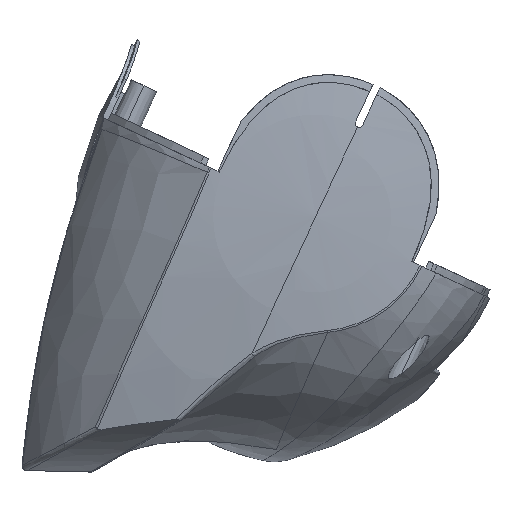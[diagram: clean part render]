
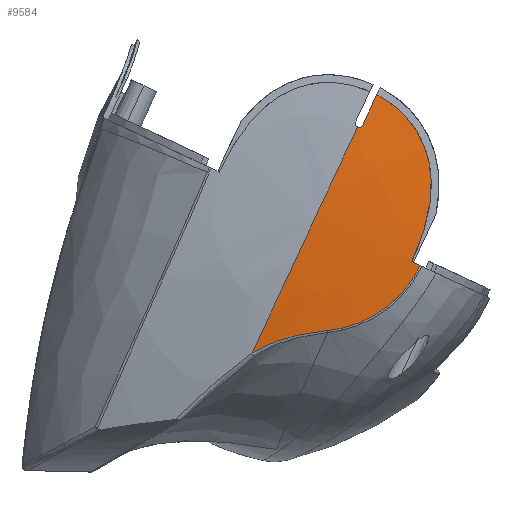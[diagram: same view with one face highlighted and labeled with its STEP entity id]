
A CAD part, left-side view. The second image highlights one B-rep face of the part: STEP entity #9584.
In plain terms, the highlighted spherical face has radius 235.698 mm.
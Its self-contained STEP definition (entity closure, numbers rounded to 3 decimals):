
#777=CARTESIAN_POINT('',(191.706,-0.68,
-0.317));
#778=DIRECTION('',(0.,-0.906,-0.423));
#779=DIRECTION('',(-0.994,-0.048,0.102));
#780=AXIS2_PLACEMENT_3D('',#777,#778,#779);
#785=CARTESIAN_POINT('',(-43.088,-18.693,
-8.717));
#786=CARTESIAN_POINT('',(-43.088,-19.319,
-7.375));
#787=CARTESIAN_POINT('',(-43.071,-20.423,
-4.747));
#788=CARTESIAN_POINT('',(-43.003,-21.689,
-0.654));
#789=CARTESIAN_POINT('',(-42.917,-22.368,3.045));
#790=CARTESIAN_POINT('',(-42.832,-22.561,6.311));
#791=CARTESIAN_POINT('',(-42.752,-22.353,9.262));
#792=CARTESIAN_POINT('',(-42.683,-21.798,11.934));
#793=CARTESIAN_POINT('',(-42.625,-20.924,14.39));
#794=CARTESIAN_POINT('',(-42.577,-19.74,16.662));
#795=CARTESIAN_POINT('',(-42.54,-18.242,18.763));
#796=CARTESIAN_POINT('',(-42.512,-16.428,20.683));
#797=CARTESIAN_POINT('',(-42.495,-14.306,22.385));
#798=CARTESIAN_POINT('',(-42.49,-12.728,23.332));
#799=CARTESIAN_POINT('',(-42.49,-11.904,23.754));
#804=CARTESIAN_POINT('',(191.706,0.,0.));
#805=DIRECTION('',(0.,-0.423,0.906));
#806=DIRECTION('',(-0.996,-0.079,-0.037));
#807=AXIS2_PLACEMENT_3D('',#804,#805,#806);
#812=CARTESIAN_POINT('',(-42.923,-20.327,
-9.478));
#813=CARTESIAN_POINT('',(-42.923,-20.001,
-10.176));
#814=CARTESIAN_POINT('',(-42.923,-19.232,
-11.629));
#815=CARTESIAN_POINT('',(-42.925,-17.661,
-13.892));
#816=CARTESIAN_POINT('',(-42.927,-15.578,
-16.17));
#817=CARTESIAN_POINT('',(-42.931,-13.024,
-18.246));
#818=CARTESIAN_POINT('',(-42.935,-10.212,
-19.902));
#819=CARTESIAN_POINT('',(-42.939,-7.414,
-21.052));
#820=CARTESIAN_POINT('',(-42.941,-4.77,
-21.763));
#821=CARTESIAN_POINT('',(-42.943,-3.118,
-22.007));
#822=CARTESIAN_POINT('',(-42.944,-2.334,
-22.084));
#827=CARTESIAN_POINT('',(-42.944,-2.334,
-22.084));
#828=CARTESIAN_POINT('',(-42.944,-2.127,
-22.105));
#829=CARTESIAN_POINT('',(-42.943,-1.71,
-22.151));
#830=CARTESIAN_POINT('',(-42.939,-1.053,
-22.23));
#831=CARTESIAN_POINT('',(-42.933,-0.349,
-22.324));
#832=CARTESIAN_POINT('',(-42.922,0.417,
-22.437));
#833=CARTESIAN_POINT('',(-42.906,1.259,-22.575));
#834=CARTESIAN_POINT('',(-42.883,2.19,-22.743));
#835=CARTESIAN_POINT('',(-42.85,3.224,-22.953));
#836=CARTESIAN_POINT('',(-42.806,4.374,-23.217));
#837=CARTESIAN_POINT('',(-42.748,5.593,-23.537));
#838=CARTESIAN_POINT('',(-42.679,6.81,-23.906));
#839=CARTESIAN_POINT('',(-42.598,7.991,-24.324));
#840=CARTESIAN_POINT('',(-42.511,9.092,-24.776));
#841=CARTESIAN_POINT('',(-42.42,10.083,-25.24));
#842=CARTESIAN_POINT('',(-42.331,10.957,-25.696));
#843=CARTESIAN_POINT('',(-42.248,11.706,-26.123));
#844=CARTESIAN_POINT('',(-42.193,12.16,-26.401));
#845=CARTESIAN_POINT('',(-42.166,12.374,-26.536));
#850=CARTESIAN_POINT('',(191.706,0.,0.));
#851=DIRECTION('',(0.,0.906,0.423));
#852=DIRECTION('',(-0.992,0.052,-0.113));
#853=AXIS2_PLACEMENT_3D('',#850,#851,#852);
#858=CARTESIAN_POINT('',(191.706,0.,0.));
#859=DIRECTION('',(0.,-0.906,-0.423));
#860=DIRECTION('',(-0.997,-0.035,0.074));
#861=AXIS2_PLACEMENT_3D('',#858,#859,#860);
#866=CARTESIAN_POINT('',(-43.141,-9.132,17.809));
#867=CARTESIAN_POINT('',(-43.149,-9.09,17.72));
#868=CARTESIAN_POINT('',(-43.166,-8.972,17.557));
#869=CARTESIAN_POINT('',(-43.188,-8.708,17.401));
#870=CARTESIAN_POINT('',(-43.201,-8.419,17.358));
#871=CARTESIAN_POINT('',(-43.205,-8.224,17.405));
#872=CARTESIAN_POINT('',(-43.205,-8.135,17.446));
#8530=CARTESIAN_POINT('',(-43.088,-18.693,
-8.717));
#8531=VERTEX_POINT('',#8530);
#8633=VERTEX_POINT('',#812);
#8634=VERTEX_POINT('',#822);
#8639=VERTEX_POINT('',#845);
#8701=CARTESIAN_POINT('',(-43.992,0.,0.));
#8702=VERTEX_POINT('',#8701);
#8833=CARTESIAN_POINT('',(-42.49,-11.904,
23.754));
#8834=CARTESIAN_POINT('',(-43.141,-9.132,
17.809));
#8835=VERTEX_POINT('',#8833);
#8836=VERTEX_POINT('',#8834);
#8837=VERTEX_POINT('',#872);
#9563=CARTESIAN_POINT('',(191.706,0.,0.));
#9564=DIRECTION('',(1.,0.,0.));
#9565=DIRECTION('',(0.,-0.423,0.906));
#9566=AXIS2_PLACEMENT_3D('',#9563,#9564,#9565);
#9567=SPHERICAL_SURFACE('',#9566,235.698);
#9569=ORIENTED_EDGE('',*,*,#9568,.F.);
#9571=ORIENTED_EDGE('',*,*,#9570,.F.);
#9572=ORIENTED_EDGE('',*,*,#9346,.T.);
#9573=ORIENTED_EDGE('',*,*,#9553,.T.);
#9575=ORIENTED_EDGE('',*,*,#9574,.T.);
#9577=ORIENTED_EDGE('',*,*,#9576,.T.);
#9579=ORIENTED_EDGE('',*,*,#9578,.F.);
#9581=ORIENTED_EDGE('',*,*,#9580,.F.);
#9582=EDGE_LOOP('',(#9569,#9571,#9572,#9573,#9575,#9577,#9579,#9581));
#9583=FACE_OUTER_BOUND('',#9582,.F.);
#9584=ADVANCED_FACE('',(#9583),#9567,.T.);
#781=CIRCLE('',#780,235.697);
#800=B_SPLINE_CURVE_WITH_KNOTS('',3,(#785,#786,#787,#788,#789,#790,#791,#792,
#793,#794,#795,#796,#797,#798,#799),.UNSPECIFIED.,.F.,.F.,(4,1,1,1,1,1,1,1,1,1,
1,1,4),(0.,0.083,0.167,0.25,0.333,
0.417,0.5,0.583,0.667,0.75,
0.833,0.917,1.),.UNSPECIFIED.);
#808=CIRCLE('',#807,235.698);
#823=B_SPLINE_CURVE_WITH_KNOTS('',3,(#812,#813,#814,#815,#816,#817,#818,#819,
#820,#821,#822),.UNSPECIFIED.,.F.,.F.,(4,1,1,1,1,1,1,1,4),(0.,0.125,0.25,
0.375,0.5,0.625,0.75,0.875,1.),.UNSPECIFIED.);
#846=B_SPLINE_CURVE_WITH_KNOTS('',3,(#827,#828,#829,#830,#831,#832,#833,#834,
#835,#836,#837,#838,#839,#840,#841,#842,#843,#844,#845),.UNSPECIFIED.,.F.,.F.,
(4,1,1,1,1,1,1,1,1,1,1,1,1,1,1,1,4),(0.,0.063,0.125,0.188,0.25,
0.313,0.375,0.438,0.5,0.563,0.625,0.688,0.75,0.813,
0.875,0.938,1.),.UNSPECIFIED.);
#854=CIRCLE('',#853,235.698);
#862=CIRCLE('',#861,235.698);
#873=B_SPLINE_CURVE_WITH_KNOTS('',3,(#866,#867,#868,#869,#870,#871,#872),
.UNSPECIFIED.,.F.,.F.,(4,1,1,1,4),(0.,0.25,0.5,0.75,1.),
.UNSPECIFIED.);
#9346=EDGE_CURVE('',#8531,#8633,#808,.T.);
#9553=EDGE_CURVE('',#8633,#8634,#823,.T.);
#9568=EDGE_CURVE('',#8835,#8836,#781,.T.);
#9570=EDGE_CURVE('',#8531,#8835,#800,.T.);
#9574=EDGE_CURVE('',#8634,#8639,#846,.T.);
#9576=EDGE_CURVE('',#8639,#8702,#854,.T.);
#9578=EDGE_CURVE('',#8837,#8702,#862,.T.);
#9580=EDGE_CURVE('',#8836,#8837,#873,.T.);
